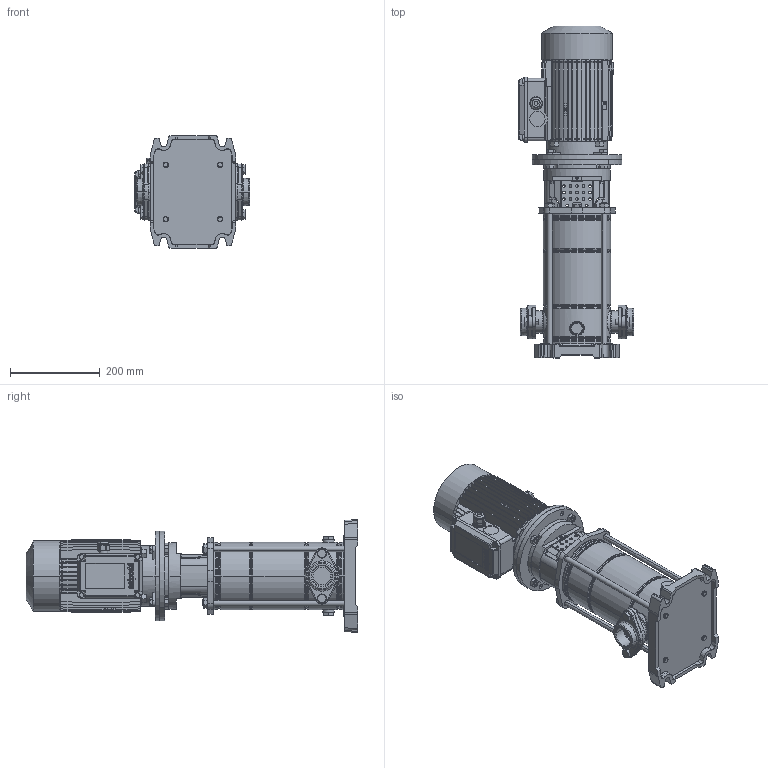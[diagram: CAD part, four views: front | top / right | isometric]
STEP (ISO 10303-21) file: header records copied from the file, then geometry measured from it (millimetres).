
FILE_DESCRIPTION (( 'STEP AP214' ), '1' );
FILE_NAME ('10008374swa01.step', '2021-06-29T15:44:08', ( '' ), ( '' ), 'SwSTEP 2.0', 'SolidWorks 2020', '' );
FILE_SCHEMA (( 'AUTOMOTIVE_DESIGN' ));
Length unit declared in the file: millimetre
Products named in the file (17): 10000004swn00_M10 õ; 10007568swp00_M80 B5-De200; 10000021swn00_M10x35 6.8; 10007431swp00_Flangia mot. 90; 10000016swn00_M12x25 A2-70; 10007654swp00; 10007670swn00_M20x1.5; 10008491swp00_LAVORATO; 4_92_266_REV00; 10007570swp00_80 L SZ VER.; 10007643swp00; 10000005swn00_M12 õ; 10007647swp00_MXV 40-905 O; 10007653swp00_M12X338; 10007576swa00_M80L VERT.; 10008798swn00_OR3243 - 61.6x2.62 - EPDM; 10008374swa01
Assembly tree (34 placements, depth 3):
  10008374swa01
    10007643swp00
    10007647swp00_MXV 40-905 O
    10007654swp00
    10007431swp00_Flangia mot. 90
    10007653swp00_M12X338  x4
    10000005swn00_M12 õ  x4
    4_92_266_REV00  x2
    10007576swa00_M80L VERT.
      10007568swp00_M80 B5-De200
      10007570swp00_80 L SZ VER.
      10007670swn00_M20x1.5
    10000004swn00_M10 õ  x4
    10000021swn00_M10x35 6.8  x4
    10008798swn00_OR3243 - 61.6x2.62 - EPDM  x2
    10008491swp00_LAVORATO  x2
    10000016swn00_M12x25 A2-70  x4
Bounding box: 256.2 x 738.5 x 250 mm (x, y, z)
Volume: 13445690.1 mm3; surface area: 1227045.5 mm2
Topology: 35 solids, 36 shells, 2687 faces, 6793 edges, 4257 vertices
Faces by surface type: plane 1279, cylinder 664, cone 427, torus 162, bspline 144, sphere 11
Entity records: 72763 total; most frequent: CARTESIAN_POINT 18106, ORIENTED_EDGE 11284, DIRECTION 10769, EDGE_CURVE 5642, AXIS2_PLACEMENT_3D 3794, VERTEX_POINT 3589, LINE 3181, VECTOR 3181
